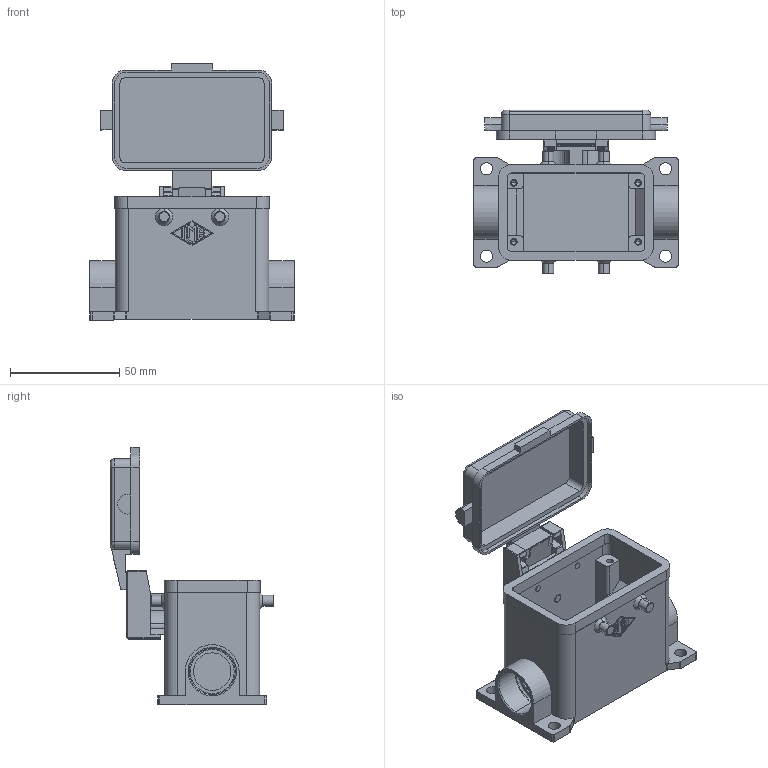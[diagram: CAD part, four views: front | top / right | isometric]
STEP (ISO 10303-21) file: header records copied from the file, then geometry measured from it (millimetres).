
FILE_DESCRIPTION((''),'2;1');
FILE_NAME('CMP 03 CP.stp','2007-01-10T16:12:52',('gembarski'),(''),'Autodesk Inventor 7','Autodesk Inventor 7','');
FILE_SCHEMA(('AUTOMOTIVE_DESIGN { 1 0 10303 214 1 1 1 1 }'));
Length unit declared in the file: millimetre
Products named in the file (1): CMP 03 CP
Bounding box: 93.5 x 75 x 117.75 mm (x, y, z)
Volume: 88631.8 mm3; surface area: 53188.2 mm2
Topology: 1 solids, 2 shells, 470 faces, 1257 edges, 812 vertices
Faces by surface type: plane 195, cylinder 164, bspline 89, torus 12, cone 10
Entity records: 15831 total; most frequent: CARTESIAN_POINT 3939, ORIENTED_EDGE 2514, DIRECTION 2481, EDGE_CURVE 1257, AXIS2_PLACEMENT_3D 846, VERTEX_POINT 812, VECTOR 789, LINE 789
